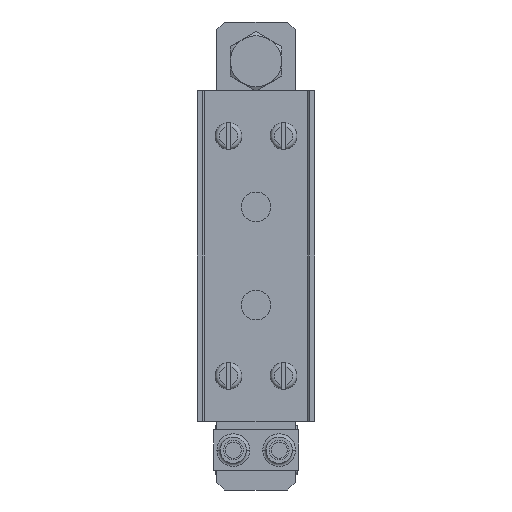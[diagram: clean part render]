
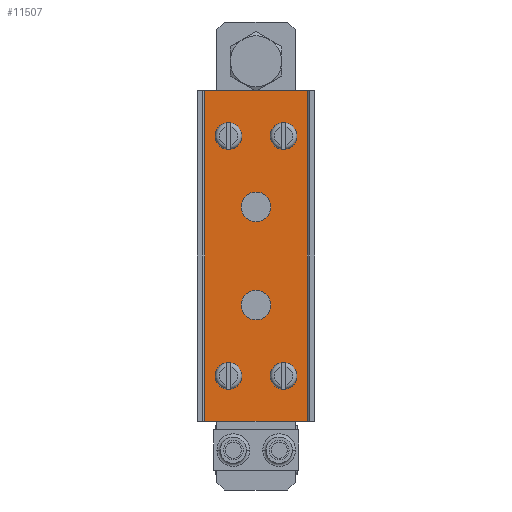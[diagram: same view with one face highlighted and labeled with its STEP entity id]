
A CAD part, front view. The second image highlights one B-rep face of the part: STEP entity #11507.
In plain terms, the highlighted planar face has unit normal (0, -1, 0).
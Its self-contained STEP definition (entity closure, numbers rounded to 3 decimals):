
#10550=DIRECTION('',(-1.,0.,0.));
#10551=VECTOR('',#10550,26.);
#10552=CARTESIAN_POINT('',(13.,0.,-42.));
#10553=LINE('',#10552,#10551);
#10554=CARTESIAN_POINT('',(7.,0.,30.5));
#10555=DIRECTION('',(0.,-1.,0.));
#10556=DIRECTION('',(1.,0.,0.));
#10557=AXIS2_PLACEMENT_3D('',#10554,#10555,#10556);
#10559=CARTESIAN_POINT('',(7.,0.,30.5));
#10560=DIRECTION('',(0.,-1.,0.));
#10561=DIRECTION('',(-1.,0.,0.));
#10562=AXIS2_PLACEMENT_3D('',#10559,#10560,#10561);
#10564=CARTESIAN_POINT('',(-7.,0.,30.5));
#10565=DIRECTION('',(0.,-1.,0.));
#10566=DIRECTION('',(1.,0.,0.));
#10567=AXIS2_PLACEMENT_3D('',#10564,#10565,#10566);
#10569=CARTESIAN_POINT('',(-7.,0.,30.5));
#10570=DIRECTION('',(0.,-1.,0.));
#10571=DIRECTION('',(-1.,0.,0.));
#10572=AXIS2_PLACEMENT_3D('',#10569,#10570,#10571);
#10574=CARTESIAN_POINT('',(7.,0.,-30.5));
#10575=DIRECTION('',(0.,-1.,0.));
#10576=DIRECTION('',(1.,0.,0.));
#10577=AXIS2_PLACEMENT_3D('',#10574,#10575,#10576);
#10579=CARTESIAN_POINT('',(7.,0.,-30.5));
#10580=DIRECTION('',(0.,-1.,0.));
#10581=DIRECTION('',(-1.,0.,0.));
#10582=AXIS2_PLACEMENT_3D('',#10579,#10580,#10581);
#10584=CARTESIAN_POINT('',(-7.,0.,-30.5));
#10585=DIRECTION('',(0.,-1.,0.));
#10586=DIRECTION('',(1.,0.,0.));
#10587=AXIS2_PLACEMENT_3D('',#10584,#10585,#10586);
#10589=CARTESIAN_POINT('',(-7.,0.,-30.5));
#10590=DIRECTION('',(0.,-1.,0.));
#10591=DIRECTION('',(-1.,0.,0.));
#10592=AXIS2_PLACEMENT_3D('',#10589,#10590,#10591);
#10594=CARTESIAN_POINT('',(0.,0.,-12.5));
#10595=DIRECTION('',(0.,-1.,0.));
#10596=DIRECTION('',(-1.,0.,0.));
#10597=AXIS2_PLACEMENT_3D('',#10594,#10595,#10596);
#10599=CARTESIAN_POINT('',(0.,0.,-12.5));
#10600=DIRECTION('',(0.,-1.,0.));
#10601=DIRECTION('',(1.,0.,0.));
#10602=AXIS2_PLACEMENT_3D('',#10599,#10600,#10601);
#10604=CARTESIAN_POINT('',(0.,0.,12.5));
#10605=DIRECTION('',(0.,-1.,0.));
#10606=DIRECTION('',(1.,0.,0.));
#10607=AXIS2_PLACEMENT_3D('',#10604,#10605,#10606);
#10609=CARTESIAN_POINT('',(0.,0.,12.5));
#10610=DIRECTION('',(0.,-1.,0.));
#10611=DIRECTION('',(-1.,0.,0.));
#10612=AXIS2_PLACEMENT_3D('',#10609,#10610,#10611);
#10618=DIRECTION('',(0.,0.,-1.));
#10619=VECTOR('',#10618,84.);
#10620=CARTESIAN_POINT('',(-13.,0.,42.));
#10621=LINE('',#10620,#10619);
#10850=DIRECTION('',(0.,0.,1.));
#10851=VECTOR('',#10850,84.);
#10852=CARTESIAN_POINT('',(13.,0.,-42.));
#10853=LINE('',#10852,#10851);
#10858=DIRECTION('',(-1.,0.,0.));
#10859=VECTOR('',#10858,26.);
#10860=CARTESIAN_POINT('',(13.,0.,42.));
#10861=LINE('',#10860,#10859);
#11206=CARTESIAN_POINT('',(13.,0.,-42.));
#11207=CARTESIAN_POINT('',(-13.,0.,-42.));
#11208=VERTEX_POINT('',#11206);
#11209=VERTEX_POINT('',#11207);
#11230=CARTESIAN_POINT('',(-13.,0.,42.));
#11231=VERTEX_POINT('',#11230);
#11232=CARTESIAN_POINT('',(13.,0.,42.));
#11233=VERTEX_POINT('',#11232);
#11234=CARTESIAN_POINT('',(9.15,0.,30.5));
#11235=CARTESIAN_POINT('',(4.85,0.,30.5));
#11236=VERTEX_POINT('',#11234);
#11237=VERTEX_POINT('',#11235);
#11238=CARTESIAN_POINT('',(-4.85,0.,30.5));
#11239=CARTESIAN_POINT('',(-9.15,0.,30.5));
#11240=VERTEX_POINT('',#11238);
#11241=VERTEX_POINT('',#11239);
#11242=CARTESIAN_POINT('',(9.15,0.,-30.5));
#11243=CARTESIAN_POINT('',(4.85,0.,-30.5));
#11244=VERTEX_POINT('',#11242);
#11245=VERTEX_POINT('',#11243);
#11246=CARTESIAN_POINT('',(-4.85,0.,-30.5));
#11247=CARTESIAN_POINT('',(-9.15,0.,-30.5));
#11248=VERTEX_POINT('',#11246);
#11249=VERTEX_POINT('',#11247);
#11250=CARTESIAN_POINT('',(-3.75,0.,-12.5));
#11251=CARTESIAN_POINT('',(3.75,0.,-12.5));
#11252=VERTEX_POINT('',#11250);
#11253=VERTEX_POINT('',#11251);
#11254=CARTESIAN_POINT('',(3.75,0.,12.5));
#11255=CARTESIAN_POINT('',(-3.75,0.,12.5));
#11256=VERTEX_POINT('',#11254);
#11257=VERTEX_POINT('',#11255);
#11457=CARTESIAN_POINT('',(-13.,0.,-42.));
#11458=DIRECTION('',(0.,-1.,0.));
#11459=DIRECTION('',(1.,0.,0.));
#11460=AXIS2_PLACEMENT_3D('',#11457,#11458,#11459);
#11461=PLANE('',#11460);
#11462=ORIENTED_EDGE('',*,*,#11423,.T.);
#11464=ORIENTED_EDGE('',*,*,#11463,.F.);
#11466=ORIENTED_EDGE('',*,*,#11465,.F.);
#11468=ORIENTED_EDGE('',*,*,#11467,.F.);
#11469=EDGE_LOOP('',(#11462,#11464,#11466,#11468));
#11470=FACE_OUTER_BOUND('',#11469,.F.);
#11472=ORIENTED_EDGE('',*,*,#11471,.T.);
#11474=ORIENTED_EDGE('',*,*,#11473,.T.);
#11475=EDGE_LOOP('',(#11472,#11474));
#11476=FACE_BOUND('',#11475,.F.);
#11478=ORIENTED_EDGE('',*,*,#11477,.T.);
#11480=ORIENTED_EDGE('',*,*,#11479,.T.);
#11481=EDGE_LOOP('',(#11478,#11480));
#11482=FACE_BOUND('',#11481,.F.);
#11484=ORIENTED_EDGE('',*,*,#11483,.T.);
#11486=ORIENTED_EDGE('',*,*,#11485,.T.);
#11487=EDGE_LOOP('',(#11484,#11486));
#11488=FACE_BOUND('',#11487,.F.);
#11490=ORIENTED_EDGE('',*,*,#11489,.T.);
#11492=ORIENTED_EDGE('',*,*,#11491,.T.);
#11493=EDGE_LOOP('',(#11490,#11492));
#11494=FACE_BOUND('',#11493,.F.);
#11496=ORIENTED_EDGE('',*,*,#11495,.T.);
#11498=ORIENTED_EDGE('',*,*,#11497,.T.);
#11499=EDGE_LOOP('',(#11496,#11498));
#11500=FACE_BOUND('',#11499,.F.);
#11502=ORIENTED_EDGE('',*,*,#11501,.T.);
#11504=ORIENTED_EDGE('',*,*,#11503,.T.);
#11505=EDGE_LOOP('',(#11502,#11504));
#11506=FACE_BOUND('',#11505,.F.);
#10558=CIRCLE('',#10557,2.15);
#10563=CIRCLE('',#10562,2.15);
#10568=CIRCLE('',#10567,2.15);
#10573=CIRCLE('',#10572,2.15);
#10578=CIRCLE('',#10577,2.15);
#10583=CIRCLE('',#10582,2.15);
#10588=CIRCLE('',#10587,2.15);
#10593=CIRCLE('',#10592,2.15);
#10598=CIRCLE('',#10597,3.75);
#10603=CIRCLE('',#10602,3.75);
#10608=CIRCLE('',#10607,3.75);
#10613=CIRCLE('',#10612,3.75);
#11423=EDGE_CURVE('',#11208,#11209,#10553,.T.);
#11463=EDGE_CURVE('',#11231,#11209,#10621,.T.);
#11465=EDGE_CURVE('',#11233,#11231,#10861,.T.);
#11467=EDGE_CURVE('',#11208,#11233,#10853,.T.);
#11471=EDGE_CURVE('',#11236,#11237,#10558,.T.);
#11473=EDGE_CURVE('',#11237,#11236,#10563,.T.);
#11477=EDGE_CURVE('',#11240,#11241,#10568,.T.);
#11479=EDGE_CURVE('',#11241,#11240,#10573,.T.);
#11483=EDGE_CURVE('',#11244,#11245,#10578,.T.);
#11485=EDGE_CURVE('',#11245,#11244,#10583,.T.);
#11489=EDGE_CURVE('',#11248,#11249,#10588,.T.);
#11491=EDGE_CURVE('',#11249,#11248,#10593,.T.);
#11495=EDGE_CURVE('',#11252,#11253,#10598,.T.);
#11497=EDGE_CURVE('',#11253,#11252,#10603,.T.);
#11501=EDGE_CURVE('',#11256,#11257,#10608,.T.);
#11503=EDGE_CURVE('',#11257,#11256,#10613,.T.);
#11507=ADVANCED_FACE('',(#11470,#11476,#11482,#11488,#11494,#11500,#11506),
#11461,.T.);
